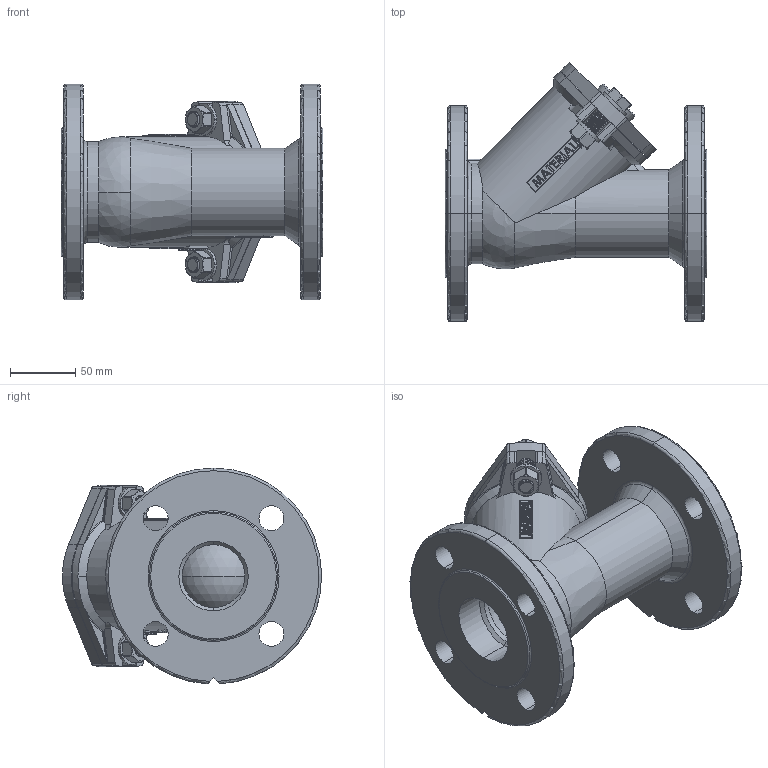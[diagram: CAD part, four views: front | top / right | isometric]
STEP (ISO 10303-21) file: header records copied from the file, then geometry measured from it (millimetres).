
FILE_DESCRIPTION (( 'STEP AP203' ), '1' );
FILE_NAME ('BRIDADA DN50.STEP', '2019-03-18T15:28:53', ( '' ), ( '' ), 'SwSTEP 2.0', 'SolidWorks 2018', '' );
FILE_SCHEMA (( 'CONFIG_CONTROL_DESIGN' ));
Length unit declared in the file: millimetre
Products named in the file (1): BRIDADA DN50
Bounding box: 200 x 197.83 x 164.86 mm (x, y, z)
Volume: 1203876.9 mm3; surface area: 251657.1 mm2
Topology: 8 solids, 8 shells, 750 faces, 1924 edges, 1207 vertices
Faces by surface type: cylinder 352, plane 254, torus 72, cone 33, bspline 31, sphere 8
Entity records: 33971 total; most frequent: CARTESIAN_POINT 16908, ORIENTED_EDGE 3806, DIRECTION 3286, EDGE_CURVE 1903, AXIS2_PLACEMENT_3D 1201, VERTEX_POINT 1198, LINE 884, VECTOR 884
